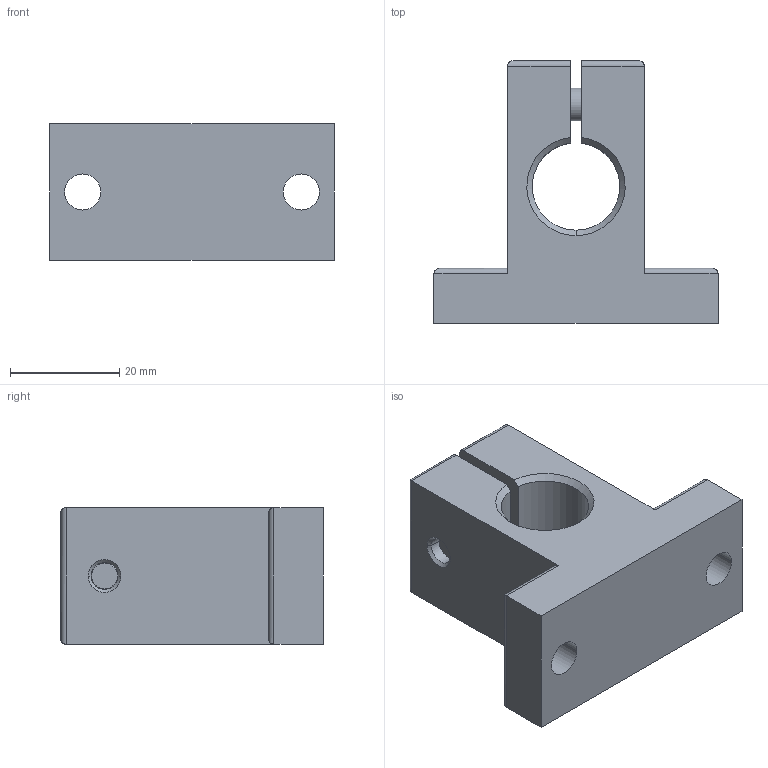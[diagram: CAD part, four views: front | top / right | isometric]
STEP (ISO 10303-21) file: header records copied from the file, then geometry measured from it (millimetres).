
FILE_DESCRIPTION( ( '' ), '1' );
FILE_NAME( 'SHATN16.stp', '2020-11-07T15:58:52', ( '' ), ( '' ), ' ', ' ', ' ' );
FILE_SCHEMA( ( 'CONFIG_CONTROL_DESIGN' ) );
Length unit declared in the file: millimetre
Products named in the file (2): 1; 2
Bounding box: 52 x 48 x 25 mm (x, y, z)
Volume: 30013.4 mm3; surface area: 10608.5 mm2
Topology: 2 solids, 2 shells, 73 faces, 178 edges, 110 vertices
Faces by surface type: plane 29, cylinder 28, cone 14, torus 2
Entity records: 2229 total; most frequent: DIRECTION 397, CARTESIAN_POINT 369, ORIENTED_EDGE 352, EDGE_CURVE 176, AXIS2_PLACEMENT_3D 150, VERTEX_POINT 110, LINE 97, VECTOR 97
